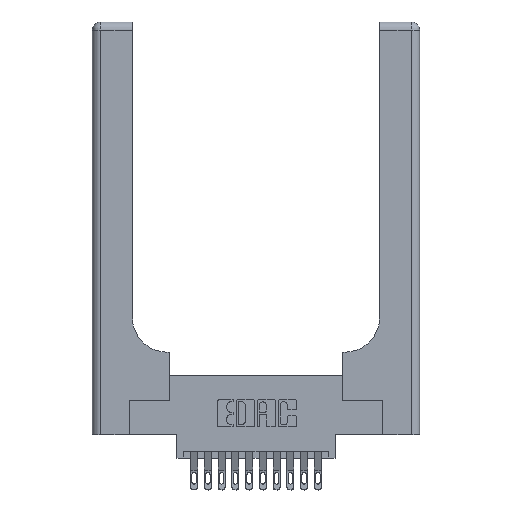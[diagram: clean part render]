
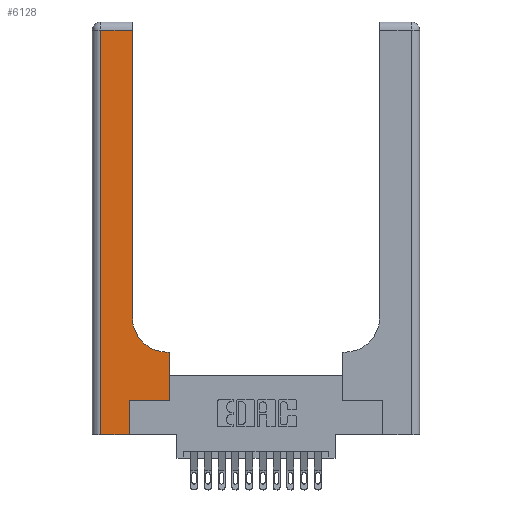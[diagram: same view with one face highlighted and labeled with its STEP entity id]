
A CAD part, top view. The second image highlights one B-rep face of the part: STEP entity #6128.
In plain terms, the highlighted planar face has unit normal (0, 0, 1).
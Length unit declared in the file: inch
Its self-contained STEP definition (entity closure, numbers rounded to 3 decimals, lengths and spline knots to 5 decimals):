
#69 = LINE ( 'NONE', #11284, #17479 ) ;
#183 = VECTOR ( 'NONE', #3639, 39.37008 ) ;
#585 = CARTESIAN_POINT ( 'NONE',  ( 0.2915, 2.94, 0.37 ) ) ;
#586 = DIRECTION ( 'NONE',  ( 0., 0., -1. ) ) ;
#638 = LINE ( 'NONE', #7755, #183 ) ;
#1041 = VECTOR ( 'NONE', #8821, 39.37008 ) ;
#1152 = DIRECTION ( 'NONE',  ( -1., 0., 0. ) ) ;
#1194 = EDGE_CURVE ( 'NONE', #11478, #12642, #69, .T. ) ;
#1266 = VECTOR ( 'NONE', #8160, 39.37008 ) ;
#1610 = ORIENTED_EDGE ( 'NONE', *, *, #14300, .T. ) ;
#1869 = VERTEX_POINT ( 'NONE', #13845 ) ;
#1994 = ORIENTED_EDGE ( 'NONE', *, *, #10034, .T. ) ;
#2006 = DIRECTION ( 'NONE',  ( -1., 0., 0. ) ) ;
#2227 = VECTOR ( 'NONE', #1152, 39.37008 ) ;
#2602 = CARTESIAN_POINT ( 'NONE',  ( 0.269, 0.25, 0.37 ) ) ;
#2693 = LINE ( 'NONE', #5387, #2227 ) ;
#3164 = DIRECTION ( 'NONE',  ( 0., 1., 0. ) ) ;
#3639 = DIRECTION ( 'NONE',  ( 0., 1., 0. ) ) ;
#3680 = CIRCLE ( 'NONE', #3886, 0.25 ) ;
#3873 = DIRECTION ( 'NONE',  ( 0., 0., -1. ) ) ;
#3886 = AXIS2_PLACEMENT_3D ( 'NONE', #8989, #586, #10334 ) ;
#4317 = VECTOR ( 'NONE', #4708, 39.37008 ) ;
#4669 = CARTESIAN_POINT ( 'NONE',  ( 0., 0., 0.37 ) ) ;
#4708 = DIRECTION ( 'NONE',  ( 0., 1., 0. ) ) ;
#4757 = VERTEX_POINT ( 'NONE', #10782 ) ;
#4850 = LINE ( 'NONE', #4669, #1041 ) ;
#5052 = EDGE_CURVE ( 'NONE', #12642, #4757, #4850, .T. ) ;
#5298 = EDGE_CURVE ( 'NONE', #13539, #8467, #11849, .T. ) ;
#5387 = CARTESIAN_POINT ( 'NONE',  ( 0., 2.94, 0.37 ) ) ;
#5517 = ORIENTED_EDGE ( 'NONE', *, *, #5052, .T. ) ;
#5660 = VERTEX_POINT ( 'NONE', #7046 ) ;
#6016 = CARTESIAN_POINT ( 'NONE',  ( 0.06, 0., 0.37 ) ) ;
#6128 = ADVANCED_FACE ( 'NONE', ( #10369 ), #12044, .F. ) ;
#6414 = CARTESIAN_POINT ( 'NONE',  ( 0.06, 2.94, 0.37 ) ) ;
#6997 = ORIENTED_EDGE ( 'NONE', *, *, #1194, .T. ) ;
#7046 = CARTESIAN_POINT ( 'NONE',  ( 0.5415, 0.6, 0.37 ) ) ;
#7542 = EDGE_CURVE ( 'NONE', #4757, #13539, #17463, .T. ) ;
#7755 = CARTESIAN_POINT ( 'NONE',  ( 0.5585, 0.25, 0.37 ) ) ;
#7992 = CARTESIAN_POINT ( 'NONE',  ( 0.5585, 0.25, 0.37 ) ) ;
#8160 = DIRECTION ( 'NONE',  ( 1., 0., 0. ) ) ;
#8467 = VERTEX_POINT ( 'NONE', #7992 ) ;
#8821 = DIRECTION ( 'NONE',  ( 1., 0., 0. ) ) ;
#8989 = CARTESIAN_POINT ( 'NONE',  ( 0.5415, 0.85, 0.37 ) ) ;
#9272 = CARTESIAN_POINT ( 'NONE',  ( 0.2915, 0.85, 0.37 ) ) ;
#9808 = ORIENTED_EDGE ( 'NONE', *, *, #5298, .T. ) ;
#9915 = ORIENTED_EDGE ( 'NONE', *, *, #7542, .T. ) ;
#10034 = EDGE_CURVE ( 'NONE', #8467, #1869, #638, .T. ) ;
#10334 = DIRECTION ( 'NONE',  ( 1., 0., 0. ) ) ;
#10369 = FACE_OUTER_BOUND ( 'NONE', #10520, .T. ) ;
#10520 = EDGE_LOOP ( 'NONE', ( #14549, #1610, #6997, #5517, #9915, #9808, #1994, #12255, #11324 ) ) ;
#10635 = EDGE_CURVE ( 'NONE', #5660, #12840, #3680, .T. ) ;
#10782 = CARTESIAN_POINT ( 'NONE',  ( 0.269, 0., 0.37 ) ) ;
#11284 = CARTESIAN_POINT ( 'NONE',  ( 0.06, 3., 0.37 ) ) ;
#11324 = ORIENTED_EDGE ( 'NONE', *, *, #10635, .T. ) ;
#11343 = EDGE_CURVE ( 'NONE', #12840, #12714, #15109, .T. ) ;
#11363 = CARTESIAN_POINT ( 'NONE',  ( 0.269, 0., 0.37 ) ) ;
#11478 = VERTEX_POINT ( 'NONE', #6414 ) ;
#11488 = VECTOR ( 'NONE', #2006, 39.37008 ) ;
#11512 = DIRECTION ( 'NONE',  ( 0., -1., 0. ) ) ;
#11583 = CARTESIAN_POINT ( 'NONE',  ( 0.2915, 0.6, 0.37 ) ) ;
#11849 = LINE ( 'NONE', #16189, #1266 ) ;
#12044 = PLANE ( 'NONE',  #16503 ) ;
#12255 = ORIENTED_EDGE ( 'NONE', *, *, #13749, .T. ) ;
#12642 = VERTEX_POINT ( 'NONE', #6016 ) ;
#12714 = VERTEX_POINT ( 'NONE', #585 ) ;
#12840 = VERTEX_POINT ( 'NONE', #9272 ) ;
#13388 = DIRECTION ( 'NONE',  ( -1., 0., 0. ) ) ;
#13539 = VERTEX_POINT ( 'NONE', #2602 ) ;
#13749 = EDGE_CURVE ( 'NONE', #1869, #5660, #15026, .T. ) ;
#13845 = CARTESIAN_POINT ( 'NONE',  ( 0.5585, 0.6, 0.37 ) ) ;
#14295 = VECTOR ( 'NONE', #3164, 39.37008 ) ;
#14300 = EDGE_CURVE ( 'NONE', #12714, #11478, #2693, .T. ) ;
#14549 = ORIENTED_EDGE ( 'NONE', *, *, #11343, .T. ) ;
#15026 = LINE ( 'NONE', #11583, #11488 ) ;
#15109 = LINE ( 'NONE', #15521, #4317 ) ;
#15521 = CARTESIAN_POINT ( 'NONE',  ( 0.2915, 3., 0.37 ) ) ;
#16189 = CARTESIAN_POINT ( 'NONE',  ( 0.269, 0.25, 0.37 ) ) ;
#16503 = AXIS2_PLACEMENT_3D ( 'NONE', #17405, #3873, #13388 ) ;
#17405 = CARTESIAN_POINT ( 'NONE',  ( 0., 3., 0.37 ) ) ;
#17463 = LINE ( 'NONE', #11363, #14295 ) ;
#17479 = VECTOR ( 'NONE', #11512, 39.37008 ) ;
